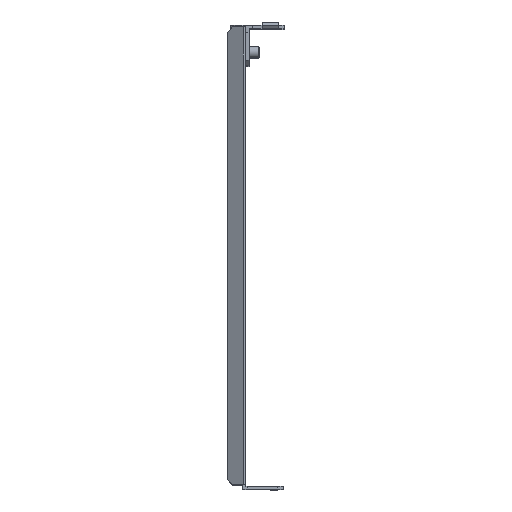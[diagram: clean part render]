
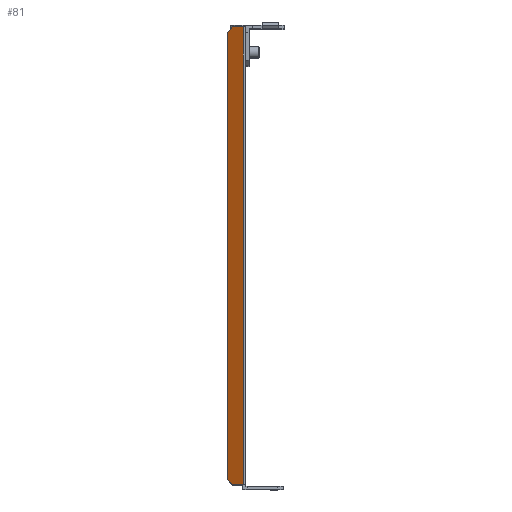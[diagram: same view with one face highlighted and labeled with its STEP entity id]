
A CAD part, top view. The second image highlights one B-rep face of the part: STEP entity #81.
In plain terms, the highlighted planar face has unit normal (-0.5, 0, 0.866).
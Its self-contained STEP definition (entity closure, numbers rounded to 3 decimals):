
#81 = ADVANCED_FACE ( 'NONE', ( #10878 ), #4445, .F. ) ;
#181 = VECTOR ( 'NONE', #7425, 1000. ) ;
#319 = LINE ( 'NONE', #10212, #8089 ) ;
#600 = CARTESIAN_POINT ( 'NONE',  ( -64.308, 248., 113.118 ) ) ;
#706 = EDGE_LOOP ( 'NONE', ( #11508, #4582, #4825, #6709, #10570, #1163, #11622, #8866 ) ) ;
#1163 = ORIENTED_EDGE ( 'NONE', *, *, #2728, .T. ) ;
#1376 = CARTESIAN_POINT ( 'NONE',  ( -11.026, 0., 143.88 ) ) ;
#1682 = CARTESIAN_POINT ( 'NONE',  ( -64.308, 0., 113.118 ) ) ;
#1865 = CARTESIAN_POINT ( 'NONE',  ( -11.026, 3., 143.88 ) ) ;
#2318 = EDGE_CURVE ( 'NONE', #10834, #8493, #4678, .T. ) ;
#2728 = EDGE_CURVE ( 'NONE', #11188, #8508, #10623, .T. ) ;
#3098 = EDGE_CURVE ( 'NONE', #8508, #5915, #10429, .T. ) ;
#3124 = LINE ( 'NONE', #600, #4517 ) ;
#3329 = CARTESIAN_POINT ( 'NONE',  ( -8.428, 0., 145.38 ) ) ;
#3331 = DIRECTION ( 'NONE',  ( 0.866, 0., 0.5 ) ) ;
#3800 = CARTESIAN_POINT ( 'NONE',  ( -5.25, 0., 147.215 ) ) ;
#3874 = DIRECTION ( 'NONE',  ( 0.866, 0., 0.5 ) ) ;
#3983 = EDGE_CURVE ( 'NONE', #6815, #6248, #8920, .T. ) ;
#4184 = DIRECTION ( 'NONE',  ( -0.612, -0.707, -0.354 ) ) ;
#4445 = PLANE ( 'NONE',  #4942 ) ;
#4517 = VECTOR ( 'NONE', #6760, 1000. ) ;
#4582 = ORIENTED_EDGE ( 'NONE', *, *, #5346, .T. ) ;
#4678 = LINE ( 'NONE', #3800, #181 ) ;
#4825 = ORIENTED_EDGE ( 'NONE', *, *, #3983, .F. ) ;
#4932 = DIRECTION ( 'NONE',  ( 0., -1., 0. ) ) ;
#4942 = AXIS2_PLACEMENT_3D ( 'NONE', #1682, #5232, #5478 ) ;
#5232 = DIRECTION ( 'NONE',  ( 0.5, 0., -0.866 ) ) ;
#5249 = CARTESIAN_POINT ( 'NONE',  ( -64.308, 248., 113.118 ) ) ;
#5261 = CARTESIAN_POINT ( 'NONE',  ( -11.026, 245., 143.88 ) ) ;
#5346 = EDGE_CURVE ( 'NONE', #8493, #6248, #7762, .T. ) ;
#5478 = DIRECTION ( 'NONE',  ( -0.866, 0., -0.5 ) ) ;
#5501 = VECTOR ( 'NONE', #9428, 1000. ) ;
#5531 = CARTESIAN_POINT ( 'NONE',  ( -5.25, 248., 147.215 ) ) ;
#5915 = VERTEX_POINT ( 'NONE', #3329 ) ;
#6248 = VERTEX_POINT ( 'NONE', #9674 ) ;
#6430 = CARTESIAN_POINT ( 'NONE',  ( -2.768, 0., 148.648 ) ) ;
#6709 = ORIENTED_EDGE ( 'NONE', *, *, #7700, .T. ) ;
#6760 = DIRECTION ( 'NONE',  ( -0.866, 0., -0.5 ) ) ;
#6815 = VERTEX_POINT ( 'NONE', #5531 ) ;
#7425 = DIRECTION ( 'NONE',  ( 0.866, 0., 0.5 ) ) ;
#7652 = DIRECTION ( 'NONE',  ( 0., 1., 0. ) ) ;
#7700 = EDGE_CURVE ( 'NONE', #6815, #7767, #3124, .T. ) ;
#7762 = LINE ( 'NONE', #10248, #8596 ) ;
#7767 = VERTEX_POINT ( 'NONE', #7867 ) ;
#7867 = CARTESIAN_POINT ( 'NONE',  ( -8.428, 248., 145.38 ) ) ;
#8089 = VECTOR ( 'NONE', #3874, 1000. ) ;
#8329 = VECTOR ( 'NONE', #4184, 1000. ) ;
#8493 = VERTEX_POINT ( 'NONE', #6430 ) ;
#8508 = VERTEX_POINT ( 'NONE', #1865 ) ;
#8580 = EDGE_CURVE ( 'NONE', #5915, #10834, #319, .T. ) ;
#8596 = VECTOR ( 'NONE', #7652, 1000. ) ;
#8673 = VECTOR ( 'NONE', #3331, 1000. ) ;
#8866 = ORIENTED_EDGE ( 'NONE', *, *, #8580, .T. ) ;
#8920 = LINE ( 'NONE', #5249, #8673 ) ;
#9182 = CARTESIAN_POINT ( 'NONE',  ( -5.25, 0., 147.215 ) ) ;
#9428 = DIRECTION ( 'NONE',  ( 0.612, -0.707, 0.354 ) ) ;
#9674 = CARTESIAN_POINT ( 'NONE',  ( -2.768, 248., 148.648 ) ) ;
#10212 = CARTESIAN_POINT ( 'NONE',  ( -64.308, 0., 113.118 ) ) ;
#10248 = CARTESIAN_POINT ( 'NONE',  ( -2.768, 0., 148.648 ) ) ;
#10429 = LINE ( 'NONE', #11392, #5501 ) ;
#10570 = ORIENTED_EDGE ( 'NONE', *, *, #10997, .T. ) ;
#10601 = LINE ( 'NONE', #5261, #8329 ) ;
#10623 = LINE ( 'NONE', #1376, #10797 ) ;
#10797 = VECTOR ( 'NONE', #4932, 1000. ) ;
#10834 = VERTEX_POINT ( 'NONE', #9182 ) ;
#10878 = FACE_OUTER_BOUND ( 'NONE', #706, .T. ) ;
#10997 = EDGE_CURVE ( 'NONE', #7767, #11188, #10601, .T. ) ;
#11188 = VERTEX_POINT ( 'NONE', #11261 ) ;
#11261 = CARTESIAN_POINT ( 'NONE',  ( -11.026, 245., 143.88 ) ) ;
#11392 = CARTESIAN_POINT ( 'NONE',  ( -8.428, 0., 145.38 ) ) ;
#11508 = ORIENTED_EDGE ( 'NONE', *, *, #2318, .T. ) ;
#11622 = ORIENTED_EDGE ( 'NONE', *, *, #3098, .T. ) ;
